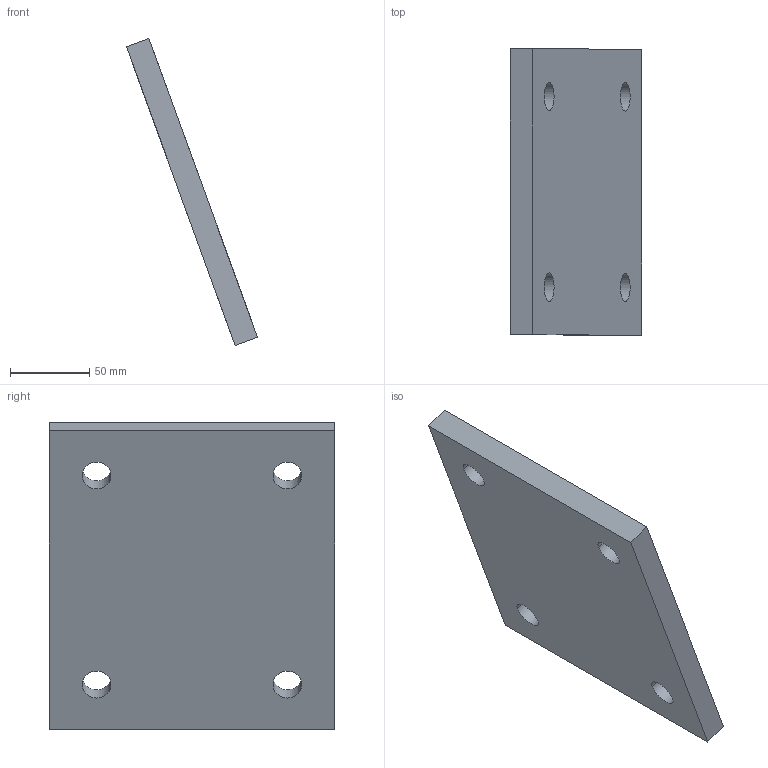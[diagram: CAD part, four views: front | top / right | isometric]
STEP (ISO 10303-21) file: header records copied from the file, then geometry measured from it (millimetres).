
FILE_DESCRIPTION(('CoCreate Modeling STEP Export'),'2;1');
FILE_NAME('p3.stp','2008-07-11T13:33:07',(''),(''),'CoCreate Modeling STEP processor for AP214 (Solid Model)','CoCreate Modeling 17.00P0623 23-Jun-2008 (C) Parametric Technology GmbH','');
FILE_SCHEMA(('AUTOMOTIVE_DESIGN { 1 0 10303 214 1 1 1 1 }'));
Length unit declared in the file: millimetre
Products named in the file (2): 5093085.2
Assembly tree (1 placements, depth 2):
  5093085.2
    5093085.2
Bounding box: 82.5 x 180 x 193.07 mm (x, y, z)
Volume: 524731.9 mm3; surface area: 84757.2 mm2
Topology: 1 solids, 1 shells, 14 faces, 36 edges, 24 vertices
Faces by surface type: cylinder 8, plane 6
Entity records: 437 total; most frequent: ORIENTED_EDGE 72, CARTESIAN_POINT 64, DIRECTION 60, EDGE_CURVE 36, VERTEX_POINT 24, EDGE_LOOP 22, AXIS2_PLACEMENT_3D 20, VECTOR 20
